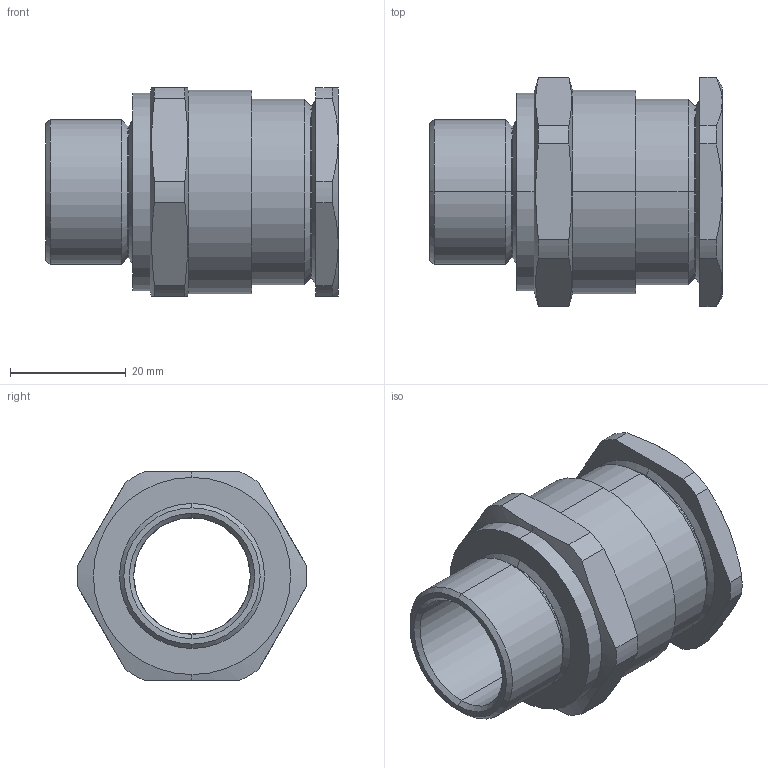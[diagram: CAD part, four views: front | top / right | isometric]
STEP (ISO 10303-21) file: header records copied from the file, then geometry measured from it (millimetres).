
FILE_DESCRIPTION (( 'STEP AP203' ), '1' );
FILE_NAME ('25 A2F M25.STEP', '2015-11-05T14:00:48', ( '' ), ( '' ), 'SwSTEP 2.0', 'SolidWorks 2014', '' );
FILE_SCHEMA (( 'CONFIG_CONTROL_DESIGN' ));
Length unit declared in the file: millimetre
Products named in the file (1): 25 A2F M25
Bounding box: 50.47 x 39.58 x 36 mm (x, y, z)
Surface area: 10181.2 mm2 (no closed solid volume)
Topology: 0 solids, 3 shells, 74 faces, 178 edges, 110 vertices
Faces by surface type: cylinder 28, cone 26, plane 18, torus 2
Entity records: 2345 total; most frequent: CARTESIAN_POINT 535, DIRECTION 384, ORIENTED_EDGE 344, EDGE_CURVE 178, AXIS2_PLACEMENT_3D 159, VERTEX_POINT 110, CIRCLE 84, EDGE_LOOP 80
